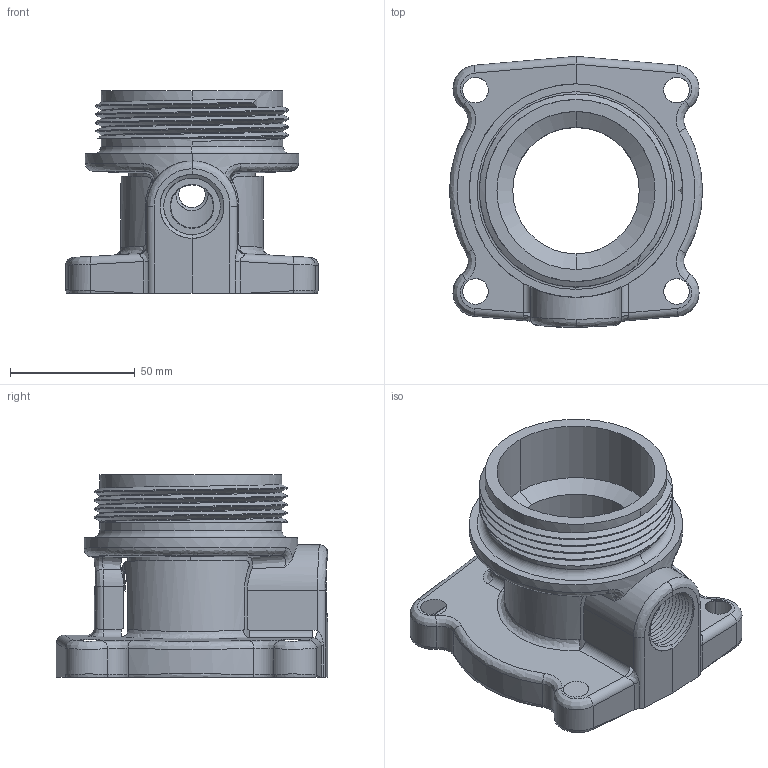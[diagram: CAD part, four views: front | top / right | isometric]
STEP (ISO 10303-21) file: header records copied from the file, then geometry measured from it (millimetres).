
FILE_DESCRIPTION((''),'2;1');
FILE_NAME('C42947_SW0001','2011-03-30T',('kpeti'),(''),'PRO/ENGINEER BY PARAMETRIC TECHNOLOGY CORPORATION, 2008010','PRO/ENGINEER BY PARAMETRIC TECHNOLOGY CORPORATION, 2008010','');
FILE_SCHEMA(('CONFIG_CONTROL_DESIGN'));
Length unit declared in the file: inch
Products named in the file (1): C42947_SW0001
Bounding box: 101.6 x 108.91 x 81.38 mm (x, y, z)
Surface area: 61575.8 mm2 (no closed solid volume)
Topology: 0 solids, 3 shells, 141 faces, 437 edges, 288 vertices
Faces by surface type: bspline 58, cylinder 54, plane 21, cone 4, torus 2, extrusion 2
Entity records: 13095 total; most frequent: CARTESIAN_POINT 9821, ORIENTED_EDGE 743, DIRECTION 471, EDGE_CURVE 437, VERTEX_POINT 288, B_SPLINE_CURVE_WITH_KNOTS 224, AXIS2_PLACEMENT_3D 173, EDGE_LOOP 155
